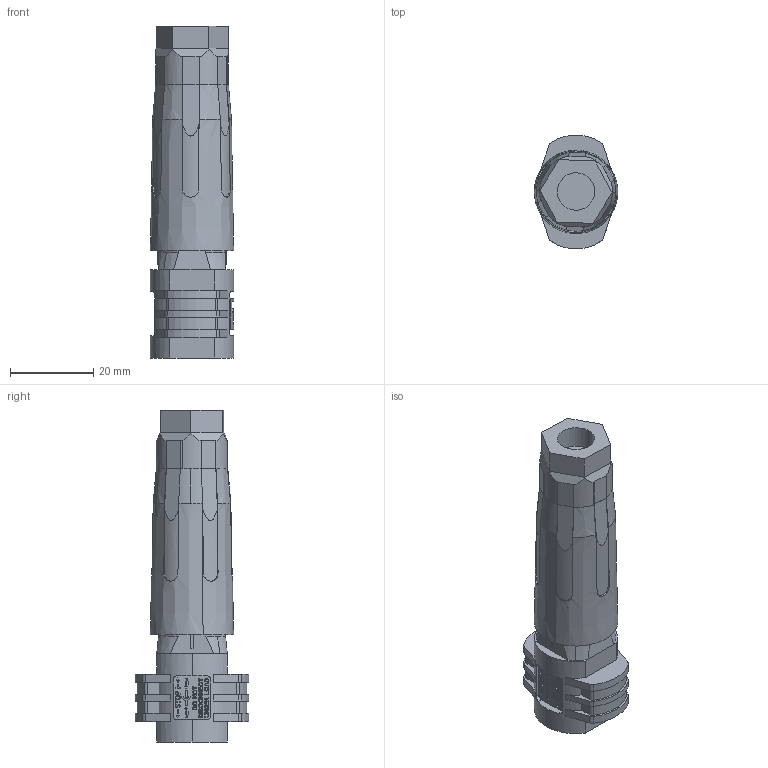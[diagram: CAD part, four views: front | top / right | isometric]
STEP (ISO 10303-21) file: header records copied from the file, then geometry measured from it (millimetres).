
FILE_DESCRIPTION(('HOOPS Exchange Step'),'2;1');
FILE_NAME('export-3B532979-2F8A-4F94-B289-FC63D680DE5C.stp','2022-08-04T17:31:01+02:00',('Engineering'),('Alibre'),'HOOPS Exchange 2021.0','Alibre','Unknown authorisation');
FILE_SCHEMA( ('AP242_MANAGED_MODEL_BASED_3D_ENGINEERING_MIM_LF {1 0 10303 442 1 1 4 }') );
Length unit declared in the file: millimetre
Products named in the file (2): 6011-1 Connector - PV-C4M-S 2,5-6 (-) - 1020775; 6011 Connector - PV-C4M-S 2,5-6 (-) - 1020775
Assembly tree (1 placements, depth 2):
  6011 Connector - PV-C4M-S 2,5-6 (-) - 1020775
    6011-1 Connector - PV-C4M-S 2,5-6 (-) - 1020775
Bounding box: 20.02 x 27.32 x 79.76 mm (x, y, z)
Surface area: 7196.2 mm2 (no closed solid volume)
Topology: 0 solids, 1243 shells, 1249 faces, 7108 edges, 7102 vertices
Faces by surface type: plane 1119, cylinder 97, bspline 17, cone 16
Entity records: 76128 total; most frequent: CARTESIAN_POINT 21068, DIRECTION 9763, ORIENTED_EDGE 7114, EDGE_CURVE 7108, VERTEX_POINT 7102, VECTOR 6353, LINE 6353, AXIS2_PLACEMENT_3D 1705
